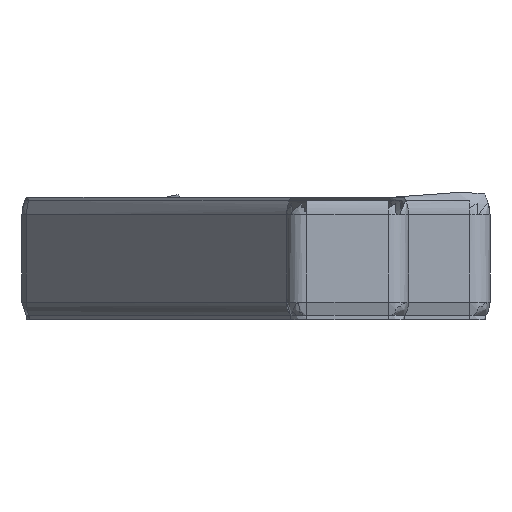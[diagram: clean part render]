
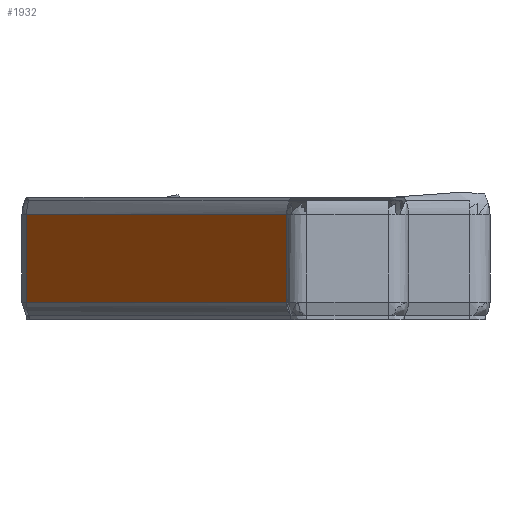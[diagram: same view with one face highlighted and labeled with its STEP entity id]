
A CAD part, left-side view. The second image highlights one B-rep face of the part: STEP entity #1932.
In plain terms, the highlighted planar face has unit normal (-0.6, 0.8, 0).
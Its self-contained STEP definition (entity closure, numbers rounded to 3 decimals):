
#370=FACE_OUTER_BOUND('',#474,.T.);
#474=EDGE_LOOP('',(#1755,#1756,#1757,#1758));
#518=LINE('',#6326,#634);
#552=LINE('',#6422,#668);
#561=LINE('',#6439,#677);
#596=LINE('',#6675,#712);
#634=VECTOR('',#2278,10.);
#668=VECTOR('',#2392,10.);
#677=VECTOR('',#2411,10.);
#712=VECTOR('',#2512,10.);
#781=VERTEX_POINT('',#2999);
#793=VERTEX_POINT('',#3281);
#890=VERTEX_POINT('',#6416);
#894=VERTEX_POINT('',#6436);
#1108=EDGE_CURVE('',#793,#781,#518,.T.);
#1158=EDGE_CURVE('',#781,#890,#552,.T.);
#1168=EDGE_CURVE('',#894,#793,#561,.T.);
#1218=EDGE_CURVE('',#894,#890,#596,.T.);
#1755=ORIENTED_EDGE('',*,*,#1218,.F.);
#1756=ORIENTED_EDGE('',*,*,#1168,.T.);
#1757=ORIENTED_EDGE('',*,*,#1108,.T.);
#1758=ORIENTED_EDGE('',*,*,#1158,.T.);
#1831=PLANE('',#2099);
#1932=ADVANCED_FACE('',(#370),#1831,.T.);
#2099=AXIS2_PLACEMENT_3D('',#6674,#2510,#2511);
#2278=DIRECTION('',(0.,0.,-1.));
#2392=DIRECTION('',(-0.8,-0.6,0.));
#2411=DIRECTION('',(0.8,0.6,0.));
#2510=DIRECTION('center_axis',(-0.6,0.8,0.));
#2511=DIRECTION('ref_axis',(0.,0.,1.));
#2512=DIRECTION('',(0.,0.,-1.));
#2999=CARTESIAN_POINT('',(34.133,37.6,1.721));
#3281=CARTESIAN_POINT('',(34.134,37.599,10.279));
#6326=CARTESIAN_POINT('',(34.133,37.6,6.));
#6416=CARTESIAN_POINT('',(0.,12.,1.721));
#6422=CARTESIAN_POINT('',(34.003,37.502,1.721));
#6436=CARTESIAN_POINT('',(0.,12.,10.279));
#6439=CARTESIAN_POINT('',(33.708,37.281,10.279));
#6674=CARTESIAN_POINT('Origin',(17.067,24.8,6.));
#6675=CARTESIAN_POINT('',(0.,12.,6.));
